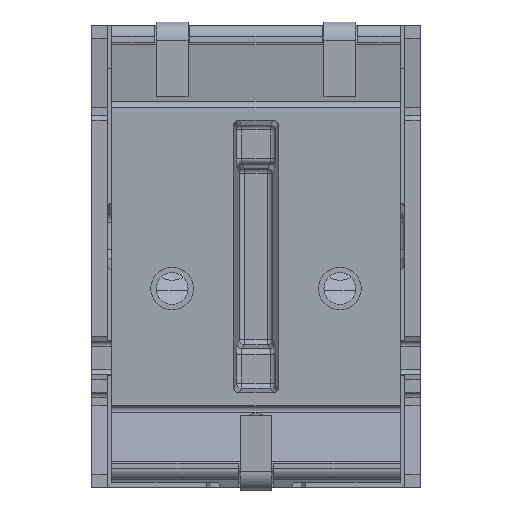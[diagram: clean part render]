
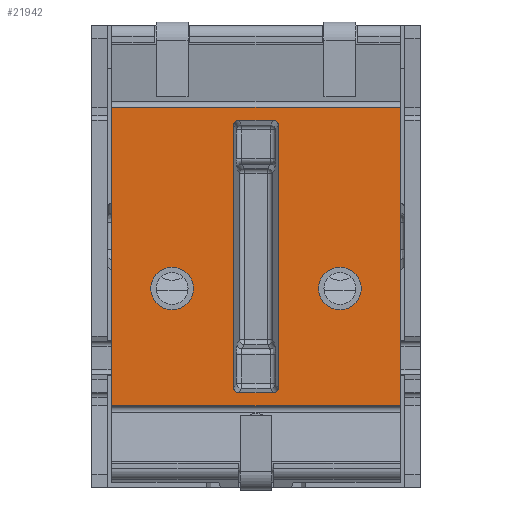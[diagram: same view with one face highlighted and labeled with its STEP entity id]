
A CAD part, front view. The second image highlights one B-rep face of the part: STEP entity #21942.
In plain terms, the highlighted planar face has unit normal (0, -1, 0).
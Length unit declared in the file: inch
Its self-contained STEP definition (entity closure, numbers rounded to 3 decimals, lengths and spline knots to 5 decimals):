
#129=DIRECTION('',(0.,0.,-1.));
#130=VECTOR('',#129,0.28);
#131=CARTESIAN_POINT('',(-0.1355,-0.025,0.14));
#132=LINE('',#131,#130);
#7772=CARTESIAN_POINT('',(0.07875,-0.025,-0.03));
#7773=DIRECTION('',(0.,-1.,0.));
#7774=DIRECTION('',(1.,0.,0.));
#7775=AXIS2_PLACEMENT_3D('',#7772,#7773,#7774);
#7780=CARTESIAN_POINT('',(0.07875,-0.025,-0.03));
#7781=DIRECTION('',(0.,-1.,0.));
#7782=DIRECTION('',(-1.,0.,0.));
#7783=AXIS2_PLACEMENT_3D('',#7780,#7781,#7782);
#7788=CARTESIAN_POINT('',(-0.07875,-0.025,-0.03));
#7789=DIRECTION('',(0.,-1.,0.));
#7790=DIRECTION('',(1.,0.,0.));
#7791=AXIS2_PLACEMENT_3D('',#7788,#7789,#7790);
#7796=CARTESIAN_POINT('',(-0.07875,-0.025,-0.03));
#7797=DIRECTION('',(0.,-1.,0.));
#7798=DIRECTION('',(-1.,0.,0.));
#7799=AXIS2_PLACEMENT_3D('',#7796,#7797,#7798);
#7804=DIRECTION('',(0.,0.,-1.));
#7805=VECTOR('',#7804,0.24601);
#7806=CARTESIAN_POINT('',(0.021,-0.025,0.123));
#7807=LINE('',#7806,#7805);
#7811=DIRECTION('',(1.,0.,0.));
#7812=VECTOR('',#7811,0.03203);
#7813=CARTESIAN_POINT('',(-0.01602,-0.025,0.128));
#7814=LINE('',#7813,#7812);
#7818=DIRECTION('',(0.,0.,-1.));
#7819=VECTOR('',#7818,0.24601);
#7820=CARTESIAN_POINT('',(-0.021,-0.025,0.123));
#7821=LINE('',#7820,#7819);
#7825=DIRECTION('',(1.,0.,0.));
#7826=VECTOR('',#7825,0.03203);
#7827=CARTESIAN_POINT('',(-0.01602,-0.025,-0.128));
#7828=LINE('',#7827,#7826);
#7832=DIRECTION('',(-1.,0.,0.));
#7833=VECTOR('',#7832,0.271);
#7834=CARTESIAN_POINT('',(0.1355,-0.025,0.14));
#7835=LINE('',#7834,#7833);
#7839=DIRECTION('',(-1.,0.,0.));
#7840=VECTOR('',#7839,0.271);
#7841=CARTESIAN_POINT('',(0.1355,-0.025,-0.14));
#7842=LINE('',#7841,#7840);
#10321=DIRECTION('',(0.,0.,-1.));
#10322=VECTOR('',#10321,0.28);
#10323=CARTESIAN_POINT('',(0.1355,-0.025,0.14));
#10324=LINE('',#10323,#10322);
#12167=CARTESIAN_POINT('',(0.01602,-0.025,0.128));
#12168=CARTESIAN_POINT('',(0.01685,-0.025,0.128));
#12169=CARTESIAN_POINT('',(0.01815,-0.025,0.12764));
#12170=CARTESIAN_POINT('',(0.01962,-0.025,0.12661));
#12171=CARTESIAN_POINT('',(0.02064,-0.025,0.12514));
#12172=CARTESIAN_POINT('',(0.021,-0.025,0.12384));
#12173=CARTESIAN_POINT('',(0.021,-0.025,0.123));
#12435=CARTESIAN_POINT('',(0.021,-0.025,-0.123));
#12436=CARTESIAN_POINT('',(0.021,-0.025,-0.12384));
#12437=CARTESIAN_POINT('',(0.02064,-0.025,-0.12514));
#12438=CARTESIAN_POINT('',(0.01962,-0.025,-0.12661));
#12439=CARTESIAN_POINT('',(0.01815,-0.025,-0.12764));
#12440=CARTESIAN_POINT('',(0.01685,-0.025,-0.128));
#12441=CARTESIAN_POINT('',(0.01602,-0.025,-0.128));
#12454=CARTESIAN_POINT('',(-0.01602,-0.025,-0.128));
#12455=CARTESIAN_POINT('',(-0.01685,-0.025,-0.128));
#12456=CARTESIAN_POINT('',(-0.01815,-0.025,-0.12764));
#12457=CARTESIAN_POINT('',(-0.01962,-0.025,-0.12661));
#12458=CARTESIAN_POINT('',(-0.02064,-0.025,-0.12514));
#12459=CARTESIAN_POINT('',(-0.021,-0.025,-0.12384));
#12460=CARTESIAN_POINT('',(-0.021,-0.025,-0.123));
#12546=CARTESIAN_POINT('',(-0.021,-0.025,0.123));
#12547=CARTESIAN_POINT('',(-0.021,-0.025,0.12384));
#12548=CARTESIAN_POINT('',(-0.02064,-0.025,0.12514));
#12549=CARTESIAN_POINT('',(-0.01962,-0.025,0.12661));
#12550=CARTESIAN_POINT('',(-0.01815,-0.025,0.12764));
#12551=CARTESIAN_POINT('',(-0.01685,-0.025,0.128));
#12552=CARTESIAN_POINT('',(-0.01602,-0.025,0.128));
#13778=CARTESIAN_POINT('',(0.09875,-0.025,-0.03));
#13779=CARTESIAN_POINT('',(0.05875,-0.025,-0.03));
#13780=VERTEX_POINT('',#13778);
#13781=VERTEX_POINT('',#13779);
#13782=CARTESIAN_POINT('',(-0.05875,-0.025,-0.03));
#13783=CARTESIAN_POINT('',(-0.09875,-0.025,-0.03));
#13784=VERTEX_POINT('',#13782);
#13785=VERTEX_POINT('',#13783);
#13897=CARTESIAN_POINT('',(0.021,-0.025,0.123));
#13899=VERTEX_POINT('',#13897);
#13901=CARTESIAN_POINT('',(0.01602,-0.025,0.128));
#13903=VERTEX_POINT('',#13901);
#13936=CARTESIAN_POINT('',(0.01602,-0.025,-0.128));
#13937=VERTEX_POINT('',#13936);
#13938=CARTESIAN_POINT('',(0.021,-0.025,-0.123));
#13939=VERTEX_POINT('',#13938);
#13941=CARTESIAN_POINT('',(-0.021,-0.025,-0.123));
#13943=VERTEX_POINT('',#13941);
#13945=CARTESIAN_POINT('',(-0.01602,-0.025,-0.128));
#13947=VERTEX_POINT('',#13945);
#13980=CARTESIAN_POINT('',(-0.01602,-0.025,0.128));
#13981=VERTEX_POINT('',#13980);
#13982=CARTESIAN_POINT('',(-0.021,-0.025,0.123));
#13983=VERTEX_POINT('',#13982);
#14110=CARTESIAN_POINT('',(-0.1355,-0.025,0.14));
#14112=VERTEX_POINT('',#14110);
#14124=CARTESIAN_POINT('',(-0.1355,-0.025,-0.14));
#14125=VERTEX_POINT('',#14124);
#14128=CARTESIAN_POINT('',(0.1355,-0.025,0.14));
#14130=VERTEX_POINT('',#14128);
#14142=CARTESIAN_POINT('',(0.1355,-0.025,-0.14));
#14143=VERTEX_POINT('',#14142);
#21899=CARTESIAN_POINT('',(-0.1355,-0.025,-0.2165));
#21900=DIRECTION('',(0.,-1.,0.));
#21901=DIRECTION('',(0.,0.,1.));
#21902=AXIS2_PLACEMENT_3D('',#21899,#21900,#21901);
#21903=PLANE('',#21902);
#21905=ORIENTED_EDGE('',*,*,#21904,.F.);
#21907=ORIENTED_EDGE('',*,*,#21906,.T.);
#21908=ORIENTED_EDGE('',*,*,#21891,.T.);
#21909=ORIENTED_EDGE('',*,*,#15846,.F.);
#21910=EDGE_LOOP('',(#21905,#21907,#21908,#21909));
#21911=FACE_OUTER_BOUND('',#21910,.F.);
#21913=ORIENTED_EDGE('',*,*,#21912,.T.);
#21915=ORIENTED_EDGE('',*,*,#21914,.T.);
#21916=EDGE_LOOP('',(#21913,#21915));
#21917=FACE_BOUND('',#21916,.F.);
#21919=ORIENTED_EDGE('',*,*,#21918,.T.);
#21921=ORIENTED_EDGE('',*,*,#21920,.T.);
#21922=EDGE_LOOP('',(#21919,#21921));
#21923=FACE_BOUND('',#21922,.F.);
#21925=ORIENTED_EDGE('',*,*,#21924,.F.);
#21927=ORIENTED_EDGE('',*,*,#21926,.F.);
#21929=ORIENTED_EDGE('',*,*,#21928,.F.);
#21931=ORIENTED_EDGE('',*,*,#21930,.F.);
#21933=ORIENTED_EDGE('',*,*,#21932,.T.);
#21935=ORIENTED_EDGE('',*,*,#21934,.F.);
#21937=ORIENTED_EDGE('',*,*,#21936,.T.);
#21939=ORIENTED_EDGE('',*,*,#21938,.F.);
#21940=EDGE_LOOP('',(#21925,#21927,#21929,#21931,#21933,#21935,#21937,#21939));
#21941=FACE_BOUND('',#21940,.F.);
#7776=CIRCLE('',#7775,0.02);
#7784=CIRCLE('',#7783,0.02);
#7792=CIRCLE('',#7791,0.02);
#7800=CIRCLE('',#7799,0.02);
#12174=B_SPLINE_CURVE_WITH_KNOTS('',3,(#12167,#12168,#12169,#12170,#12171,
#12172,#12173),.UNSPECIFIED.,.F.,.F.,(4,1,1,1,4),(0.,0.25,0.5,0.75,
1.),.UNSPECIFIED.);
#12442=B_SPLINE_CURVE_WITH_KNOTS('',3,(#12435,#12436,#12437,#12438,#12439,
#12440,#12441),.UNSPECIFIED.,.F.,.F.,(4,1,1,1,4),(0.,0.25,0.5,0.75,
1.),.UNSPECIFIED.);
#12461=B_SPLINE_CURVE_WITH_KNOTS('',3,(#12454,#12455,#12456,#12457,#12458,
#12459,#12460),.UNSPECIFIED.,.F.,.F.,(4,1,1,1,4),(0.,0.25,0.5,0.75,
1.),.UNSPECIFIED.);
#12553=B_SPLINE_CURVE_WITH_KNOTS('',3,(#12546,#12547,#12548,#12549,#12550,
#12551,#12552),.UNSPECIFIED.,.F.,.F.,(4,1,1,1,4),(0.,0.25,0.5,0.75,
1.),.UNSPECIFIED.);
#15846=EDGE_CURVE('',#14112,#14125,#132,.T.);
#21891=EDGE_CURVE('',#14143,#14125,#7842,.T.);
#21904=EDGE_CURVE('',#14130,#14112,#7835,.T.);
#21906=EDGE_CURVE('',#14130,#14143,#10324,.T.);
#21912=EDGE_CURVE('',#13780,#13781,#7776,.T.);
#21914=EDGE_CURVE('',#13781,#13780,#7784,.T.);
#21918=EDGE_CURVE('',#13784,#13785,#7792,.T.);
#21920=EDGE_CURVE('',#13785,#13784,#7800,.T.);
#21924=EDGE_CURVE('',#13899,#13939,#7807,.T.);
#21926=EDGE_CURVE('',#13903,#13899,#12174,.T.);
#21928=EDGE_CURVE('',#13981,#13903,#7814,.T.);
#21930=EDGE_CURVE('',#13983,#13981,#12553,.T.);
#21932=EDGE_CURVE('',#13983,#13943,#7821,.T.);
#21934=EDGE_CURVE('',#13947,#13943,#12461,.T.);
#21936=EDGE_CURVE('',#13947,#13937,#7828,.T.);
#21938=EDGE_CURVE('',#13939,#13937,#12442,.T.);
#21942=ADVANCED_FACE('',(#21911,#21917,#21923,#21941),#21903,.T.);
